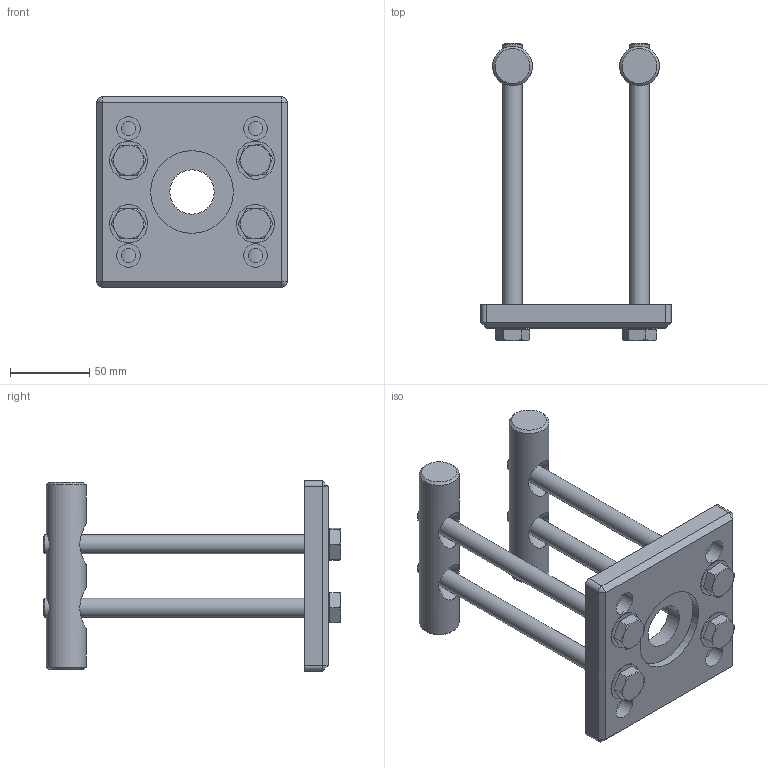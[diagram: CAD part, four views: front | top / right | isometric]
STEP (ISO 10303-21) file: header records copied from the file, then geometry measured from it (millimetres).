
FILE_DESCRIPTION(/* description */ ('Zugplatte 120x120 St. verz.'),/* implementation_level */ '2;1');
FILE_NAME(/* name */ 'SV6010V_A.stp',/* time_stamp */ '2015-11-27T11:01:26+01:00',/* author */ ('Marina Kaa'),/* organization */ (''),/* preprocessor_version */ 'ST-DEVELOPER v15.6',/* originating_system */ 'Autodesk Inventor 2015',/* authorisation */ '');
FILE_SCHEMA (('AUTOMOTIVE_DESIGN { 1 0 10303 214 3 1 1 }'));
Length unit declared in the file: millimetre
Products named in the file (5): ME2206010_A; ME1706011_A; DK0125120000_A; DK0931121800_A; SV6010V_A
Bounding box: 120 x 187.5 x 120 mm (x, y, z)
Volume: 375153.5 mm3; surface area: 95954.2 mm2
Topology: 11 solids, 11 shells, 159 faces, 320 edges, 196 vertices
Faces by surface type: plane 71, cone 44, cylinder 44
Full cylindrical faces by diameter (mm): 9 x4, 10.106 x4, 12 x4, 13 x8, 15 x4, 17.4 x4, 24 x8, 25 x2, 28 x1, 52 x1
Entity records: 2230 total; most frequent: CARTESIAN_POINT 506, DIRECTION 360, ORIENTED_EDGE 248, AXIS2_PLACEMENT_3D 160, EDGE_LOOP 144, EDGE_CURVE 124, VERTEX_POINT 96, FACE_OUTER_BOUND 78
